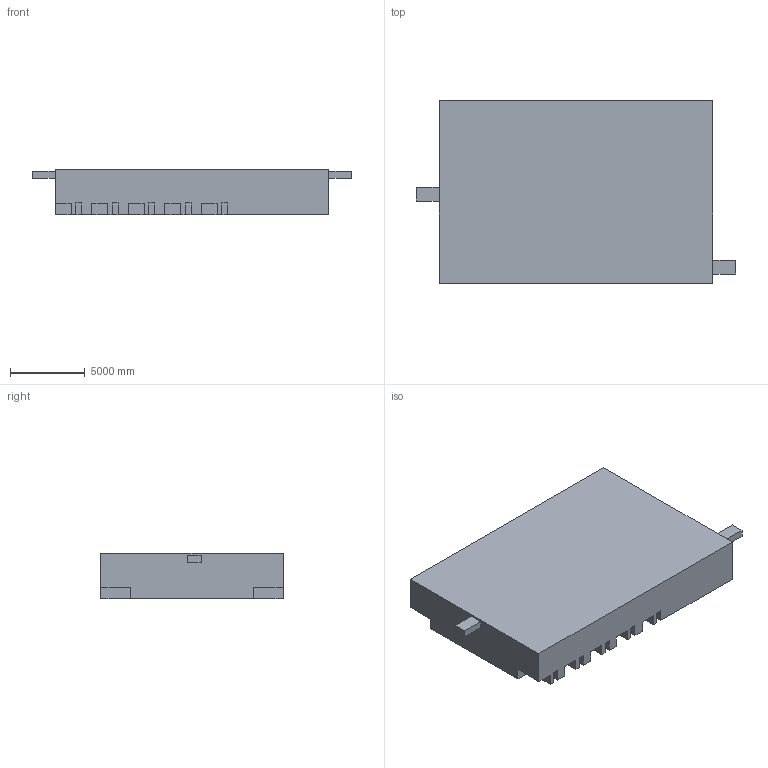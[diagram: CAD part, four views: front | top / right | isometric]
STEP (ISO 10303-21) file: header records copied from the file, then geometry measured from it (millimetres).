
FILE_DESCRIPTION(('FreeCAD Model'),'2;1');
FILE_NAME('simple_flow_domain.step','2021-11-01T13:54:34',('Author'),('' ),'Open CASCADE STEP processor 7.3','FreeCAD','Unknown');
FILE_SCHEMA(('AUTOMOTIVE_DESIGN { 1 0 10303 214 1 1 1 1 }'));
Length unit declared in the file: millimetre
Products named in the file (1): flow_field
Bounding box: 21336 x 12192 x 3048 mm (x, y, z)
Volume: 646614399056.6 mm3; surface area: 670771097.2 mm2
Topology: 1 solids, 1 shells, 97 faces, 279 edges, 186 vertices
Faces by surface type: plane 97
Entity records: 7415 total; most frequent: CARTESIAN_POINT 1137, DIRECTION 1017, LINE 821, VECTOR 821, ORIENTED_EDGE 558, PCURVE 558, DEFINITIONAL_REPRESENTATION 558, EDGE_CURVE 279
